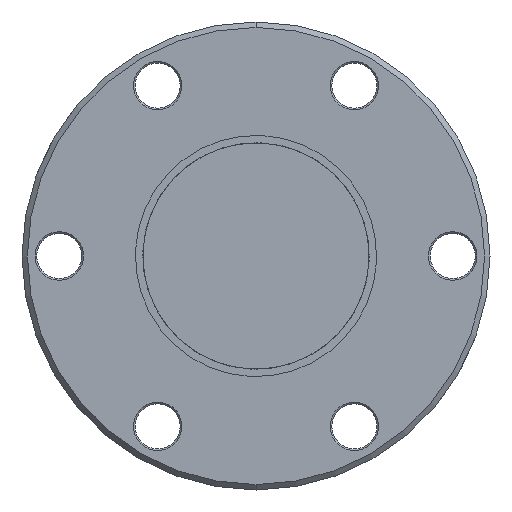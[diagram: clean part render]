
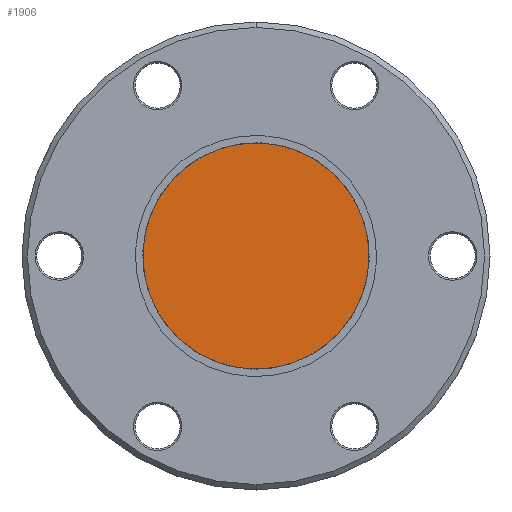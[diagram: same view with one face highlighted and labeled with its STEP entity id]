
A CAD part, front view. The second image highlights one B-rep face of the part: STEP entity #1906.
In plain terms, the highlighted planar face has unit normal (0, -1, 0).
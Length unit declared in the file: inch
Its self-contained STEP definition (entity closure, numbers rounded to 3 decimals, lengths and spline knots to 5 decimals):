
#57 = EDGE_CURVE ( 'NONE', #508, #322, #500, .T. ) ;
#93 = ORIENTED_EDGE ( 'NONE', *, *, #494, .T. ) ;
#225 = CARTESIAN_POINT ( 'NONE',  ( 0., 1.12303, 0. ) ) ;
#260 = CARTESIAN_POINT ( 'NONE',  ( 0., 1.12303, 0. ) ) ;
#322 = VERTEX_POINT ( 'NONE', #543 ) ;
#433 = FACE_OUTER_BOUND ( 'NONE', #926, .T. ) ;
#494 = EDGE_CURVE ( 'NONE', #322, #508, #670, .T. ) ;
#500 = CIRCLE ( 'NONE', #1303, 0.665 ) ;
#508 = VERTEX_POINT ( 'NONE', #1045 ) ;
#516 = AXIS2_PLACEMENT_3D ( 'NONE', #260, #773, #730 ) ;
#517 = DIRECTION ( 'NONE',  ( 0., 0., -1. ) ) ;
#543 = CARTESIAN_POINT ( 'NONE',  ( 0., 1.12303, -0.665 ) ) ;
#665 = DIRECTION ( 'NONE',  ( 0., -1., 0. ) ) ;
#670 = CIRCLE ( 'NONE', #846, 0.665 ) ;
#730 = DIRECTION ( 'NONE',  ( 0., 0., -1. ) ) ;
#773 = DIRECTION ( 'NONE',  ( 0., -1., 0. ) ) ;
#846 = AXIS2_PLACEMENT_3D ( 'NONE', #2052, #665, #517 ) ;
#926 = EDGE_LOOP ( 'NONE', ( #93, #2101 ) ) ;
#1045 = CARTESIAN_POINT ( 'NONE',  ( 0., 1.12303, 0.665 ) ) ;
#1303 = AXIS2_PLACEMENT_3D ( 'NONE', #225, #1783, #1446 ) ;
#1446 = DIRECTION ( 'NONE',  ( 0., 0., -1. ) ) ;
#1783 = DIRECTION ( 'NONE',  ( 0., -1., 0. ) ) ;
#1801 = PLANE ( 'NONE',  #516 ) ;
#1906 = ADVANCED_FACE ( 'NONE', ( #433 ), #1801, .T. ) ;
#2052 = CARTESIAN_POINT ( 'NONE',  ( 0., 1.12303, 0. ) ) ;
#2101 = ORIENTED_EDGE ( 'NONE', *, *, #57, .T. ) ;
